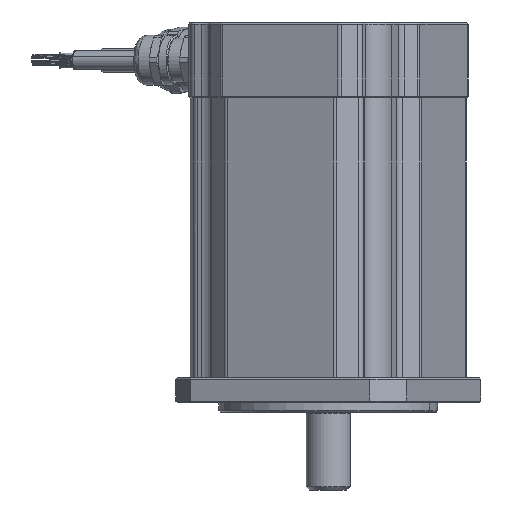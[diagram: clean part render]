
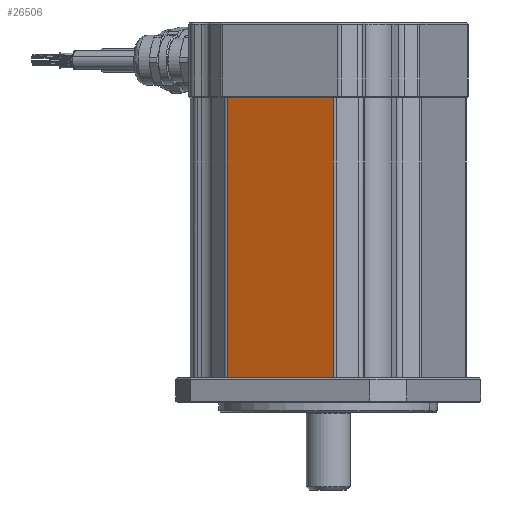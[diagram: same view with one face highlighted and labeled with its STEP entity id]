
A CAD part, left-side view. The second image highlights one B-rep face of the part: STEP entity #26506.
In plain terms, the highlighted planar face has unit normal (-0.924, 0.383, 0).
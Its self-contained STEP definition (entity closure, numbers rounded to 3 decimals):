
#1040 = VECTOR ( 'NONE', #36525, 1000. ) ;
#5760 = EDGE_LOOP ( 'NONE', ( #33299, #38088, #38757, #19021 ) ) ;
#5944 = PLANE ( 'NONE',  #60086 ) ;
#8478 = DIRECTION ( 'NONE',  ( 0., 0., -1. ) ) ;
#8839 = CARTESIAN_POINT ( 'NONE',  ( -43.819, -1.716, 4.988 ) ) ;
#10245 = VERTEX_POINT ( 'NONE', #71791 ) ;
#10373 = LINE ( 'NONE', #37129, #59737 ) ;
#15079 = EDGE_CURVE ( 'NONE', #10245, #41410, #65969, .T. ) ;
#17315 = DIRECTION ( 'NONE',  ( 0., 0., 1. ) ) ;
#17721 = VERTEX_POINT ( 'NONE', #27527 ) ;
#19021 = ORIENTED_EDGE ( 'NONE', *, *, #45233, .T. ) ;
#22819 = CARTESIAN_POINT ( 'NONE',  ( -36.783, 15.253, 94.488 ) ) ;
#24134 = LINE ( 'NONE', #57367, #1040 ) ;
#26506 = ADVANCED_FACE ( 'Defeature ausgef�hrt2_27', ( #56059 ), #5944, .T. ) ;
#26531 = DIRECTION ( 'NONE',  ( 0.383, 0.924, 0. ) ) ;
#27527 = CARTESIAN_POINT ( 'NONE',  ( -29.746, 32.222, 4.988 ) ) ;
#30293 = EDGE_CURVE ( 'NONE', #58879, #17721, #10373, .T. ) ;
#32693 = CARTESIAN_POINT ( 'NONE',  ( -36.783, 15.253, 94.488 ) ) ;
#33061 = DIRECTION ( 'NONE',  ( 0.383, 0.924, 0. ) ) ;
#33299 = ORIENTED_EDGE ( 'NONE', *, *, #30293, .F. ) ;
#36525 = DIRECTION ( 'NONE',  ( 0., 0., -1. ) ) ;
#37129 = CARTESIAN_POINT ( 'NONE',  ( -36.783, 15.253, 4.988 ) ) ;
#38088 = ORIENTED_EDGE ( 'NONE', *, *, #68334, .F. ) ;
#38757 = ORIENTED_EDGE ( 'NONE', *, *, #15079, .T. ) ;
#41410 = VERTEX_POINT ( 'NONE', #56368 ) ;
#45233 = EDGE_CURVE ( 'NONE', #41410, #17721, #70655, .T. ) ;
#48336 = CARTESIAN_POINT ( 'NONE',  ( -29.746, 32.222, 94.488 ) ) ;
#50700 = VECTOR ( 'NONE', #33061, 1000. ) ;
#56059 = FACE_OUTER_BOUND ( 'NONE', #5760, .T. ) ;
#56368 = CARTESIAN_POINT ( 'NONE',  ( -29.746, 32.222, 94.488 ) ) ;
#57367 = CARTESIAN_POINT ( 'NONE',  ( -43.819, -1.716, 94.488 ) ) ;
#58879 = VERTEX_POINT ( 'NONE', #8839 ) ;
#59627 = VECTOR ( 'NONE', #8478, 1000. ) ;
#59737 = VECTOR ( 'NONE', #26531, 1000. ) ;
#60086 = AXIS2_PLACEMENT_3D ( 'NONE', #22819, #62284, #17315 ) ;
#62284 = DIRECTION ( 'NONE',  ( -0.924, 0.383, 0. ) ) ;
#65969 = LINE ( 'NONE', #32693, #50700 ) ;
#68334 = EDGE_CURVE ( 'NONE', #10245, #58879, #24134, .T. ) ;
#70655 = LINE ( 'NONE', #48336, #59627 ) ;
#71791 = CARTESIAN_POINT ( 'NONE',  ( -43.819, -1.716, 94.488 ) ) ;
